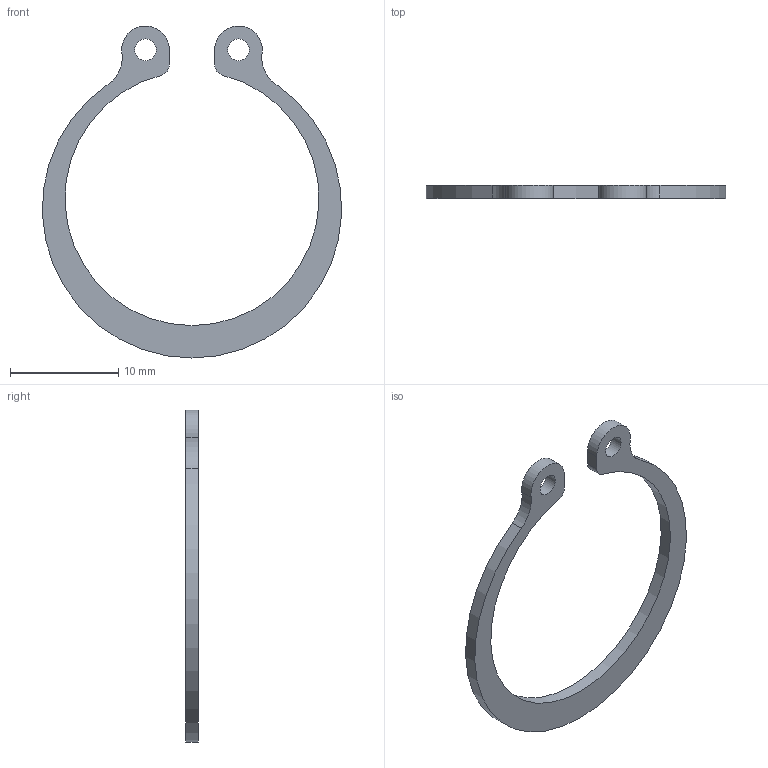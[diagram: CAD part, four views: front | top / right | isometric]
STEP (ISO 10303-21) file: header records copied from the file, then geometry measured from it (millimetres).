
FILE_DESCRIPTION(('STEP AP242'), '1');
FILE_NAME('栖闉罻', '', ('UNSPECIFIED'), ('UNSPECIFIED'), 'C3D Converter', 'C3D Toolkit', '');
FILE_SCHEMA(('AP242_MANAGED_MODEL_BASED_3D_ENGINEERING_MIM_LF { 1 0 10303 442 1 1 4 }'));
Length unit declared in the file: millimetre
Assembly tree (1 placements, depth 2):
  (unnamed)
    (unnamed)
Bounding box: 27.67 x 1.2 x 30.71 mm (x, y, z)
Volume: 224.3 mm3; surface area: 587 mm2
Topology: 1 solids, 1 shells, 14 faces, 36 edges, 25 vertices
Faces by surface type: cylinder 10, plane 4
Full cylindrical faces by diameter (mm): 2 x2
Entity records: 537 total; most frequent: DIRECTION 86, CARTESIAN_POINT 75, ORIENTED_EDGE 68, AXIS2_PLACEMENT_3D 36, EDGE_CURVE 34, VERTEX_POINT 24, EDGE_LOOP 20, CIRCLE 20
